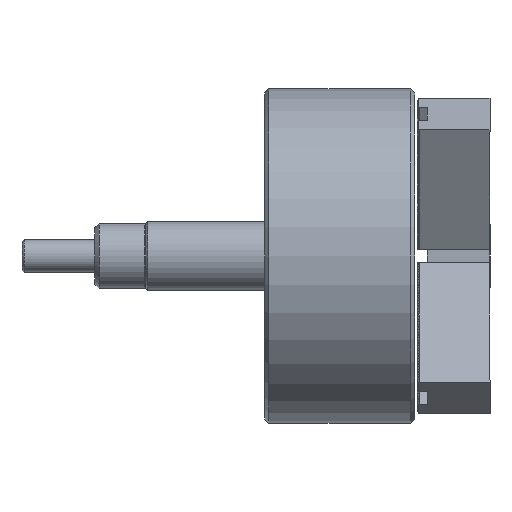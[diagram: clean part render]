
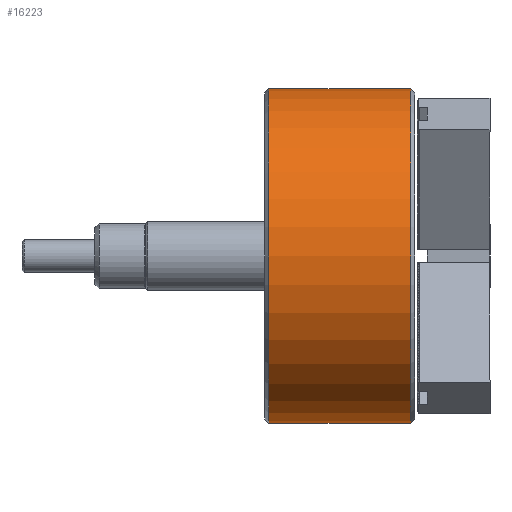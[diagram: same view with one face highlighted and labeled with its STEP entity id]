
A CAD part, front view. The second image highlights one B-rep face of the part: STEP entity #16223.
In plain terms, the highlighted cylindrical face has radius 82.5 mm (diameter 165 mm), a partial arc.
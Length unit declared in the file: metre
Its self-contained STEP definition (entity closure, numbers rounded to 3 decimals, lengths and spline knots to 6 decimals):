
#5861 = CARTESIAN_POINT ( 'NONE',  ( 0.002, 0., -0.0825 ) ) ;
#5904 = CARTESIAN_POINT ( 'NONE',  ( 0.002, 0., 0.0825 ) ) ;
#5995 = CARTESIAN_POINT ( 'NONE',  ( 0.072, 0., -0.0825 ) ) ;
#5996 = CARTESIAN_POINT ( 'NONE',  ( 0.072, 0., 0.0825 ) ) ;
#6046 = LINE ( 'NONE', #6096, #6095 ) ;
#6067 = DIRECTION ( 'NONE',  ( -1., 0., 0. ) ) ;
#6068 = VECTOR ( 'NONE', #6067, 1. ) ;
#6069 = CARTESIAN_POINT ( 'NONE',  ( 0., 0., -0.0825 ) ) ;
#6070 = LINE ( 'NONE', #6069, #6068 ) ;
#6094 = DIRECTION ( 'NONE',  ( -1., 0., 0. ) ) ;
#6095 = VECTOR ( 'NONE', #6094, 1. ) ;
#6096 = CARTESIAN_POINT ( 'NONE',  ( 0., 0., 0.0825 ) ) ;
#7834 = CARTESIAN_POINT ( 'NONE',  ( 0.072, 0., 0. ) ) ;
#7871 = DIRECTION ( 'NONE',  ( 0., 0., 1. ) ) ;
#7872 = DIRECTION ( 'NONE',  ( -1., 0., 0. ) ) ;
#7873 = AXIS2_PLACEMENT_3D ( 'NONE', #7834, #7872, #7871 ) ;
#7883 = CIRCLE ( 'NONE', #7873, 0.0825 ) ;
#7888 = DIRECTION ( 'NONE',  ( -1., 0., 0. ) ) ;
#7936 = AXIS2_PLACEMENT_3D ( 'NONE', #7937, #7888, #7949 ) ;
#7937 = CARTESIAN_POINT ( 'NONE',  ( 0., 0., 0. ) ) ;
#7939 = CYLINDRICAL_SURFACE ( 'NONE', #7936, 0.0825 ) ;
#7944 = FACE_OUTER_BOUND ( 'NONE', #16171, .T. ) ;
#7949 = DIRECTION ( 'NONE',  ( 0., 0., 1. ) ) ;
#7980 = CIRCLE ( 'NONE', #8039, 0.0825 ) ;
#8036 = DIRECTION ( 'NONE',  ( 0., 0., -1. ) ) ;
#8037 = DIRECTION ( 'NONE',  ( 1., 0., 0. ) ) ;
#8038 = CARTESIAN_POINT ( 'NONE',  ( 0.002, 0., 0. ) ) ;
#8039 = AXIS2_PLACEMENT_3D ( 'NONE', #8038, #8037, #8036 ) ;
#14497 = VERTEX_POINT ( 'NONE', #5904 ) ;
#14498 = VERTEX_POINT ( 'NONE', #5861 ) ;
#14564 = VERTEX_POINT ( 'NONE', #5996 ) ;
#14566 = VERTEX_POINT ( 'NONE', #5995 ) ;
#14583 = EDGE_CURVE ( 'NONE', #14566, #14498, #6070, .T. ) ;
#14607 = EDGE_CURVE ( 'NONE', #14564, #14497, #6046, .T. ) ;
#16165 = ORIENTED_EDGE ( 'NONE', *, *, #16267, .T. ) ;
#16171 = EDGE_LOOP ( 'NONE', ( #16172, #16174, #16222, #16165 ) ) ;
#16172 = ORIENTED_EDGE ( 'NONE', *, *, #14583, .F. ) ;
#16173 = EDGE_CURVE ( 'NONE', #14566, #14564, #7883, .T. ) ;
#16174 = ORIENTED_EDGE ( 'NONE', *, *, #16173, .T. ) ;
#16222 = ORIENTED_EDGE ( 'NONE', *, *, #14607, .T. ) ;
#16223 = ADVANCED_FACE ( 'NONE', ( #7944 ), #7939, .T. ) ;
#16267 = EDGE_CURVE ( 'NONE', #14497, #14498, #7980, .T. ) ;
